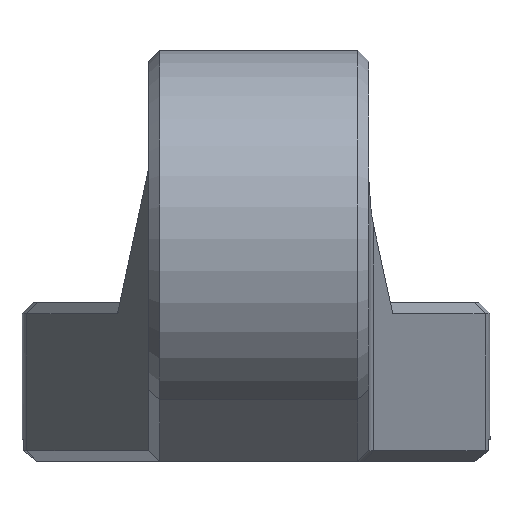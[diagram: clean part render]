
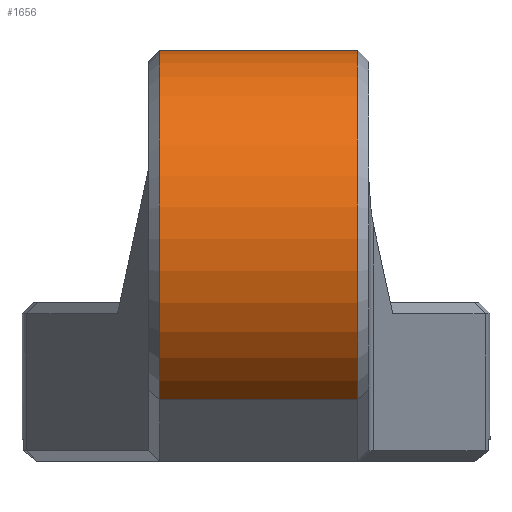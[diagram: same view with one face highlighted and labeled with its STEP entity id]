
A CAD part, left-side view. The second image highlights one B-rep face of the part: STEP entity #1656.
In plain terms, the highlighted cylindrical face has radius 17 mm (diameter 34 mm), a partial arc.
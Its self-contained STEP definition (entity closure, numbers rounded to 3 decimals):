
#62=CIRCLE('',#1708,17.);
#71=CIRCLE('',#1732,17.);
#89=CYLINDRICAL_SURFACE('',#1794,17.);
#181=FACE_OUTER_BOUND('',#281,.T.);
#281=EDGE_LOOP('',(#1475,#1476,#1477,#1478));
#471=LINE('',#2773,#660);
#472=LINE('',#2775,#661);
#660=VECTOR('',#2229,10.);
#661=VECTOR('',#2232,10.);
#720=VERTEX_POINT('',#2404);
#722=VERTEX_POINT('',#2409);
#730=VERTEX_POINT('',#2478);
#755=VERTEX_POINT('',#2553);
#879=EDGE_CURVE('',#722,#720,#62,.T.);
#931=EDGE_CURVE('',#755,#730,#71,.T.);
#1030=EDGE_CURVE('',#720,#755,#471,.T.);
#1031=EDGE_CURVE('',#722,#730,#472,.T.);
#1475=ORIENTED_EDGE('',*,*,#931,.F.);
#1476=ORIENTED_EDGE('',*,*,#1030,.F.);
#1477=ORIENTED_EDGE('',*,*,#879,.F.);
#1478=ORIENTED_EDGE('',*,*,#1031,.T.);
#1656=ADVANCED_FACE('',(#181),#89,.T.);
#1708=AXIS2_PLACEMENT_3D('',#2411,#1931,#1932);
#1732=AXIS2_PLACEMENT_3D('',#2555,#2018,#2019);
#1794=AXIS2_PLACEMENT_3D('',#2774,#2230,#2231);
#1931=DIRECTION('center_axis',(0.,-1.,0.));
#1932=DIRECTION('ref_axis',(0.,0.,1.));
#2018=DIRECTION('center_axis',(0.,1.,0.));
#2019=DIRECTION('ref_axis',(0.,0.,1.));
#2229=DIRECTION('',(0.,1.,0.));
#2230=DIRECTION('center_axis',(0.,1.,0.));
#2231=DIRECTION('ref_axis',(-0.719,0.,0.695));
#2232=DIRECTION('',(0.,1.,0.));
#2404=CARTESIAN_POINT('',(-8.5,-44.,-48.722));
#2409=CARTESIAN_POINT('',(14.438,-44.,-25.025));
#2411=CARTESIAN_POINT('Origin',(0.,-44.,-34.));
#2478=CARTESIAN_POINT('',(14.438,-26.,-25.025));
#2553=CARTESIAN_POINT('',(-8.5,-26.,-48.722));
#2555=CARTESIAN_POINT('Origin',(0.,-26.,-34.));
#2773=CARTESIAN_POINT('',(-8.5,-57.,-48.722));
#2774=CARTESIAN_POINT('Origin',(0.,-57.,-34.));
#2775=CARTESIAN_POINT('',(14.438,-57.,-25.025));
